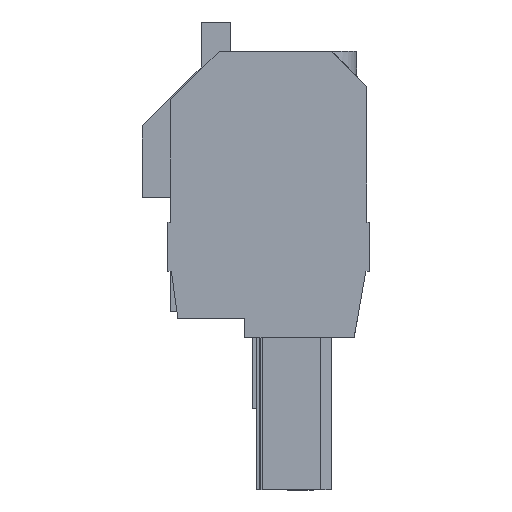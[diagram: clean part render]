
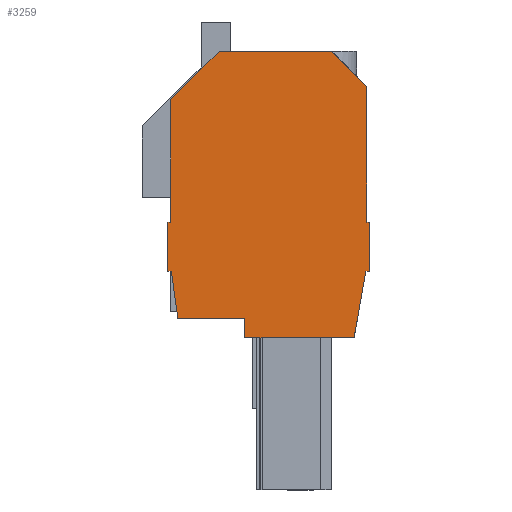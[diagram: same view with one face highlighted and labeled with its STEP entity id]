
A CAD part, left-side view. The second image highlights one B-rep face of the part: STEP entity #3259.
In plain terms, the highlighted planar face has unit normal (-1, 0, 0).
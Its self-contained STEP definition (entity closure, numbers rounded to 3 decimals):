
#3170=AXIS2_PLACEMENT_3D('Plane Axis2P3D',#3167,#3168,#3169) ;
#136=CARTESIAN_POINT('Vertex',(0.,20.3,27.3)) ;
#141=CARTESIAN_POINT('Line Origine',(0.,20.3,33.532)) ;
#145=CARTESIAN_POINT('Vertex',(0.,20.3,39.764)) ;
#304=CARTESIAN_POINT('Vertex',(0.,0.3,27.3)) ;
#705=CARTESIAN_POINT('Vertex',(0.,0.3,41.114)) ;
#708=CARTESIAN_POINT('Line Origine',(0.,0.3,34.207)) ;
#2507=CARTESIAN_POINT('Vertex',(0.,0.404,22.3)) ;
#2510=CARTESIAN_POINT('Line Origine',(0.,1.004,18.9)) ;
#2514=CARTESIAN_POINT('Vertex',(0.,1.603,15.5)) ;
#2565=CARTESIAN_POINT('Vertex',(0.,19.557,17.5)) ;
#2568=CARTESIAN_POINT('Line Origine',(0.,19.895,19.9)) ;
#2572=CARTESIAN_POINT('Vertex',(0.,20.232,22.3)) ;
#3032=CARTESIAN_POINT('Vertex',(0.,3.886,44.7)) ;
#3035=CARTESIAN_POINT('Line Origine',(0.,2.093,42.907)) ;
#3167=CARTESIAN_POINT('Axis2P3D Location',(0.,0.,0.)) ;
#3172=CARTESIAN_POINT('Line Origine',(0.,20.6,24.8)) ;
#3176=CARTESIAN_POINT('Vertex',(0.,20.6,27.3)) ;
#3178=CARTESIAN_POINT('Vertex',(0.,20.6,22.3)) ;
#3181=CARTESIAN_POINT('Line Origine',(0.,20.416,22.3)) ;
#3186=CARTESIAN_POINT('Line Origine',(0.,16.14,17.5)) ;
#3190=CARTESIAN_POINT('Vertex',(0.,12.723,17.5)) ;
#3193=CARTESIAN_POINT('Line Origine',(0.,12.723,16.5)) ;
#3197=CARTESIAN_POINT('Vertex',(0.,12.723,15.5)) ;
#3200=CARTESIAN_POINT('Line Origine',(0.,7.163,15.5)) ;
#3205=CARTESIAN_POINT('Line Origine',(0.,0.202,22.3)) ;
#3209=CARTESIAN_POINT('Vertex',(0.,0.,22.3)) ;
#3212=CARTESIAN_POINT('Line Origine',(0.,0.,24.8)) ;
#3216=CARTESIAN_POINT('Vertex',(0.,0.,27.3)) ;
#3219=CARTESIAN_POINT('Line Origine',(0.,0.15,27.3)) ;
#3224=CARTESIAN_POINT('Line Origine',(0.,9.625,44.7)) ;
#3228=CARTESIAN_POINT('Vertex',(0.,15.364,44.7)) ;
#3231=CARTESIAN_POINT('Line Origine',(0.,17.832,42.232)) ;
#3236=CARTESIAN_POINT('Line Origine',(0.,20.45,27.3)) ;
#142=DIRECTION('Vector Direction',(0.,0.,1.)) ;
#709=DIRECTION('Vector Direction',(0.,0.,-1.)) ;
#2511=DIRECTION('Vector Direction',(0.,0.174,-0.985)) ;
#2569=DIRECTION('Vector Direction',(0.,-0.139,-0.99)) ;
#3036=DIRECTION('Vector Direction',(0.,0.707,0.707)) ;
#3168=DIRECTION('Axis2P3D Direction',(-1.,0.,0.)) ;
#3169=DIRECTION('Axis2P3D XDirection',(0.,0.,1.)) ;
#3173=DIRECTION('Vector Direction',(0.,0.,-1.)) ;
#3182=DIRECTION('Vector Direction',(0.,-1.,0.)) ;
#3187=DIRECTION('Vector Direction',(0.,-1.,0.)) ;
#3194=DIRECTION('Vector Direction',(0.,0.,-1.)) ;
#3201=DIRECTION('Vector Direction',(0.,-1.,0.)) ;
#3206=DIRECTION('Vector Direction',(0.,-1.,0.)) ;
#3213=DIRECTION('Vector Direction',(0.,0.,1.)) ;
#3220=DIRECTION('Vector Direction',(0.,1.,0.)) ;
#3225=DIRECTION('Vector Direction',(0.,1.,0.)) ;
#3232=DIRECTION('Vector Direction',(0.,0.707,-0.707)) ;
#3237=DIRECTION('Vector Direction',(0.,1.,0.)) ;
#143=VECTOR('Line Direction',#142,1.) ;
#710=VECTOR('Line Direction',#709,1.) ;
#2512=VECTOR('Line Direction',#2511,1.) ;
#2570=VECTOR('Line Direction',#2569,1.) ;
#3037=VECTOR('Line Direction',#3036,1.) ;
#3174=VECTOR('Line Direction',#3173,1.) ;
#3183=VECTOR('Line Direction',#3182,1.) ;
#3188=VECTOR('Line Direction',#3187,1.) ;
#3195=VECTOR('Line Direction',#3194,1.) ;
#3202=VECTOR('Line Direction',#3201,1.) ;
#3207=VECTOR('Line Direction',#3206,1.) ;
#3214=VECTOR('Line Direction',#3213,1.) ;
#3221=VECTOR('Line Direction',#3220,1.) ;
#3226=VECTOR('Line Direction',#3225,1.) ;
#3233=VECTOR('Line Direction',#3232,1.) ;
#3238=VECTOR('Line Direction',#3237,1.) ;
#3242=ORIENTED_EDGE('',*,*,#3180,.T.) ;
#3243=ORIENTED_EDGE('',*,*,#3185,.T.) ;
#3244=ORIENTED_EDGE('',*,*,#2574,.T.) ;
#3245=ORIENTED_EDGE('',*,*,#3192,.T.) ;
#3246=ORIENTED_EDGE('',*,*,#3199,.T.) ;
#3247=ORIENTED_EDGE('',*,*,#3204,.T.) ;
#3248=ORIENTED_EDGE('',*,*,#2516,.T.) ;
#3249=ORIENTED_EDGE('',*,*,#3211,.T.) ;
#3250=ORIENTED_EDGE('',*,*,#3218,.T.) ;
#3251=ORIENTED_EDGE('',*,*,#3223,.T.) ;
#3252=ORIENTED_EDGE('',*,*,#712,.T.) ;
#3253=ORIENTED_EDGE('',*,*,#3039,.T.) ;
#3254=ORIENTED_EDGE('',*,*,#3230,.T.) ;
#3255=ORIENTED_EDGE('',*,*,#3235,.T.) ;
#3256=ORIENTED_EDGE('',*,*,#147,.T.) ;
#3257=ORIENTED_EDGE('',*,*,#3240,.T.) ;
#3259=ADVANCED_FACE('housing',(#3258),#3171,.T.) ;
#147=EDGE_CURVE('',#146,#137,#144,.F.) ;
#712=EDGE_CURVE('',#305,#706,#711,.F.) ;
#2516=EDGE_CURVE('',#2515,#2508,#2513,.F.) ;
#2574=EDGE_CURVE('',#2573,#2566,#2571,.T.) ;
#3039=EDGE_CURVE('',#706,#3033,#3038,.T.) ;
#3180=EDGE_CURVE('',#3177,#3179,#3175,.T.) ;
#3185=EDGE_CURVE('',#3179,#2573,#3184,.T.) ;
#3192=EDGE_CURVE('',#2566,#3191,#3189,.T.) ;
#3199=EDGE_CURVE('',#3191,#3198,#3196,.T.) ;
#3204=EDGE_CURVE('',#3198,#2515,#3203,.T.) ;
#3211=EDGE_CURVE('',#2508,#3210,#3208,.T.) ;
#3218=EDGE_CURVE('',#3210,#3217,#3215,.T.) ;
#3223=EDGE_CURVE('',#3217,#305,#3222,.T.) ;
#3230=EDGE_CURVE('',#3033,#3229,#3227,.T.) ;
#3235=EDGE_CURVE('',#3229,#146,#3234,.T.) ;
#3240=EDGE_CURVE('',#137,#3177,#3239,.T.) ;
#3241=EDGE_LOOP('',(#3242,#3243,#3244,#3245,#3246,#3247,#3248,#3249,#3250,#3251,#3252,#3253,#3254,#3255,#3256,#3257)) ;
#3258=FACE_OUTER_BOUND('',#3241,.T.) ;
#144=LINE('Line',#141,#143) ;
#711=LINE('Line',#708,#710) ;
#2513=LINE('Line',#2510,#2512) ;
#2571=LINE('Line',#2568,#2570) ;
#3038=LINE('Line',#3035,#3037) ;
#3175=LINE('Line',#3172,#3174) ;
#3184=LINE('Line',#3181,#3183) ;
#3189=LINE('Line',#3186,#3188) ;
#3196=LINE('Line',#3193,#3195) ;
#3203=LINE('Line',#3200,#3202) ;
#3208=LINE('Line',#3205,#3207) ;
#3215=LINE('Line',#3212,#3214) ;
#3222=LINE('Line',#3219,#3221) ;
#3227=LINE('Line',#3224,#3226) ;
#3234=LINE('Line',#3231,#3233) ;
#3239=LINE('Line',#3236,#3238) ;
#3171=PLANE('',#3170) ;
#137=VERTEX_POINT('',#136) ;
#146=VERTEX_POINT('',#145) ;
#305=VERTEX_POINT('',#304) ;
#706=VERTEX_POINT('',#705) ;
#2508=VERTEX_POINT('',#2507) ;
#2515=VERTEX_POINT('',#2514) ;
#2566=VERTEX_POINT('',#2565) ;
#2573=VERTEX_POINT('',#2572) ;
#3033=VERTEX_POINT('',#3032) ;
#3177=VERTEX_POINT('',#3176) ;
#3179=VERTEX_POINT('',#3178) ;
#3191=VERTEX_POINT('',#3190) ;
#3198=VERTEX_POINT('',#3197) ;
#3210=VERTEX_POINT('',#3209) ;
#3217=VERTEX_POINT('',#3216) ;
#3229=VERTEX_POINT('',#3228) ;
